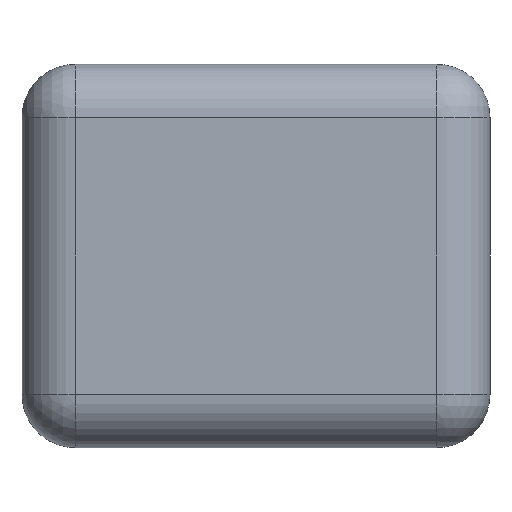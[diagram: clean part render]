
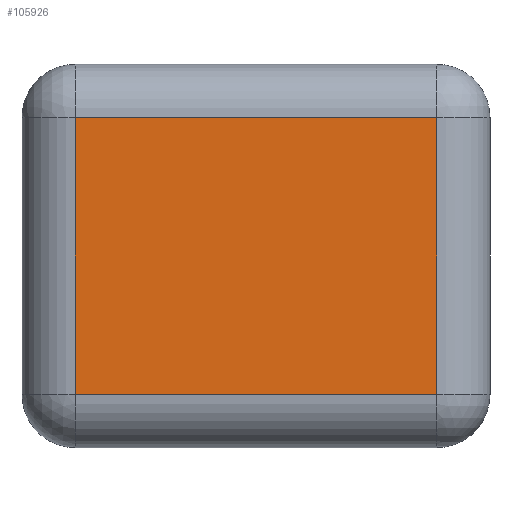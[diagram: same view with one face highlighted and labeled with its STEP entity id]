
A CAD part, front view. The second image highlights one B-rep face of the part: STEP entity #105926.
In plain terms, the highlighted planar face has unit normal (0, -1, 0).
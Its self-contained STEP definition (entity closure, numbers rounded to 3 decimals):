
#884 = CARTESIAN_POINT ( 'NONE',  ( 272.112, -133.637, 0. ) ) ;
#2875 = CARTESIAN_POINT ( 'NONE',  ( -272.112, -133.637, 208.357 ) ) ;
#3248 = VERTEX_POINT ( 'NONE', #64555 ) ;
#3310 = LINE ( 'NONE', #60820, #39556 ) ;
#8577 = FACE_OUTER_BOUND ( 'NONE', #31877, .T. ) ;
#9116 = DIRECTION ( 'NONE',  ( 0., 0., 1. ) ) ;
#9220 = VECTOR ( 'NONE', #56096, 1000. ) ;
#12548 = LINE ( 'NONE', #884, #21280 ) ;
#16813 = VECTOR ( 'NONE', #110543, 1000. ) ;
#20213 = DIRECTION ( 'NONE',  ( 0., 0., -1. ) ) ;
#21280 = VECTOR ( 'NONE', #9116, 1000. ) ;
#30343 = EDGE_CURVE ( 'NONE', #47553, #125233, #110062, .T. ) ;
#31267 = ORIENTED_EDGE ( 'NONE', *, *, #98630, .T. ) ;
#31347 = CARTESIAN_POINT ( 'NONE',  ( -272.112, -133.637, 0. ) ) ;
#31869 = DIRECTION ( 'NONE',  ( 0., -1., 0. ) ) ;
#31877 = EDGE_LOOP ( 'NONE', ( #106288, #32677, #31267, #37688 ) ) ;
#32677 = ORIENTED_EDGE ( 'NONE', *, *, #33166, .T. ) ;
#33166 = EDGE_CURVE ( 'NONE', #124147, #3248, #12548, .T. ) ;
#37688 = ORIENTED_EDGE ( 'NONE', *, *, #30343, .T. ) ;
#39556 = VECTOR ( 'NONE', #90781, 1000. ) ;
#41808 = AXIS2_PLACEMENT_3D ( 'NONE', #120099, #31869, #20213 ) ;
#42094 = PLANE ( 'NONE',  #41808 ) ;
#47553 = VERTEX_POINT ( 'NONE', #2875 ) ;
#56096 = DIRECTION ( 'NONE',  ( 0., 0., -1. ) ) ;
#60820 = CARTESIAN_POINT ( 'NONE',  ( 0., -133.637, -208.357 ) ) ;
#64555 = CARTESIAN_POINT ( 'NONE',  ( 272.112, -133.637, 208.357 ) ) ;
#66065 = CARTESIAN_POINT ( 'NONE',  ( 0., -133.637, 208.357 ) ) ;
#69617 = EDGE_CURVE ( 'NONE', #125233, #124147, #3310, .T. ) ;
#76290 = LINE ( 'NONE', #66065, #16813 ) ;
#77191 = CARTESIAN_POINT ( 'NONE',  ( 272.112, -133.637, -208.357 ) ) ;
#90781 = DIRECTION ( 'NONE',  ( 1., 0., 0. ) ) ;
#98630 = EDGE_CURVE ( 'NONE', #3248, #47553, #76290, .T. ) ;
#105926 = ADVANCED_FACE ( 'NONE', ( #8577 ), #42094, .T. ) ;
#106288 = ORIENTED_EDGE ( 'NONE', *, *, #69617, .T. ) ;
#110062 = LINE ( 'NONE', #31347, #9220 ) ;
#110543 = DIRECTION ( 'NONE',  ( -1., 0., 0. ) ) ;
#120099 = CARTESIAN_POINT ( 'NONE',  ( 0., -133.637, 0. ) ) ;
#124147 = VERTEX_POINT ( 'NONE', #77191 ) ;
#125233 = VERTEX_POINT ( 'NONE', #131344 ) ;
#131344 = CARTESIAN_POINT ( 'NONE',  ( -272.112, -133.637, -208.357 ) ) ;
